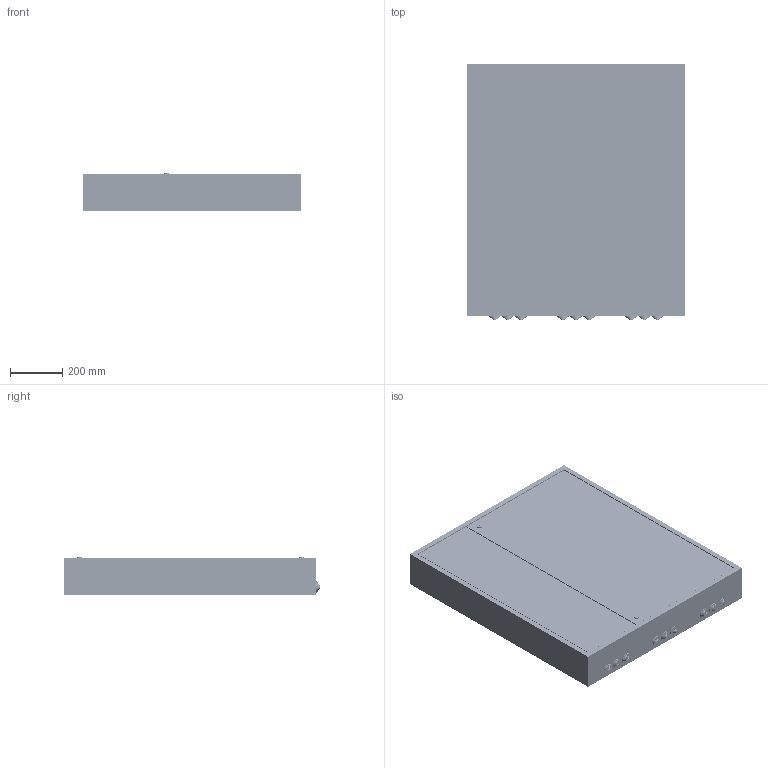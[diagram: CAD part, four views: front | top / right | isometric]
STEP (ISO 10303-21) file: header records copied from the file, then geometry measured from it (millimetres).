
FILE_DESCRIPTION (( 'STEP AP214' ), '1' );
FILE_NAME ('ÊÈÂÀ 223.00.00-25ÑÁ óïðîù.STEP', '2024-10-03T12:35:59', ( '' ), ( '' ), 'SwSTEP 2.0', 'SolidWorks 2022', '' );
FILE_SCHEMA (( 'AUTOMOTIVE_DESIGN' ));
Length unit declared in the file: millimetre
Products named in the file (1): КИВА 223.00.00-25СБ упрощ
Bounding box: 830 x 973.01 x 143.5 mm (x, y, z)
Volume: 9178085.5 mm3; surface area: 7676094.6 mm2
Topology: 96 solids, 146 shells, 9821 faces, 26619 edges, 17638 vertices
Faces by surface type: plane 6542, cylinder 2323, cone 328, bspline 290, sphere 194, torus 144
Entity records: 441837 total; most frequent: CARTESIAN_POINT 83869, ORIENTED_EDGE 53182, DIRECTION 49003, EDGE_CURVE 26591, VECTOR 18863, LINE 18863, VERTEX_POINT 17636, AXIS2_PLACEMENT_3D 15070
